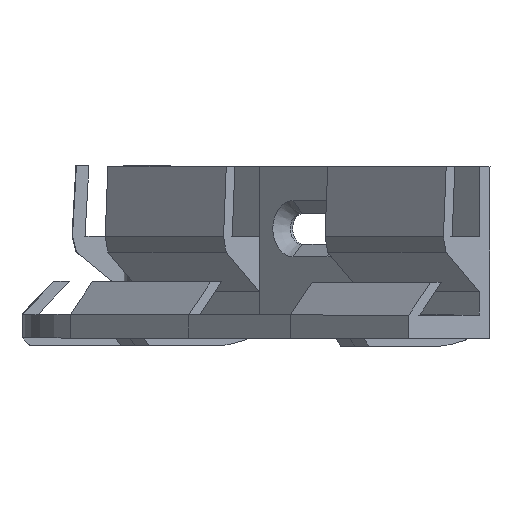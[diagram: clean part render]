
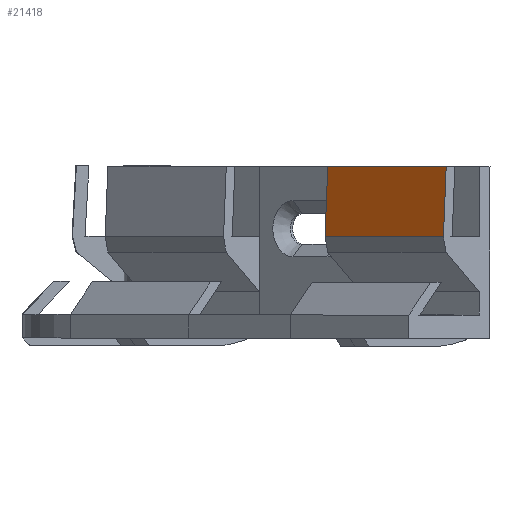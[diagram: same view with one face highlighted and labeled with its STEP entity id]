
A CAD part, left-side view. The second image highlights one B-rep face of the part: STEP entity #21418.
In plain terms, the highlighted face is planar.
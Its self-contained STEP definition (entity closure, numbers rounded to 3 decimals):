
#19523 = PLANE('',#19524);
#19524 = AXIS2_PLACEMENT_3D('',#19525,#19526,#19527);
#19525 = CARTESIAN_POINT('',(-10.5,5.766,9.503));
#19526 = DIRECTION('',(-1.,0.,0.));
#19527 = DIRECTION('',(0.,0.,1.));
#19957 = PLANE('',#19958);
#19958 = AXIS2_PLACEMENT_3D('',#19959,#19960,#19961);
#19959 = CARTESIAN_POINT('',(10.5,5.766,9.503));
#19960 = DIRECTION('',(-1.,0.,0.));
#19961 = DIRECTION('',(0.,0.,1.));
#20217 = VERTEX_POINT('',#20218);
#20218 = CARTESIAN_POINT('',(-10.5,8.1,22.));
#20232 = PLANE('',#20233);
#20233 = AXIS2_PLACEMENT_3D('',#20234,#20235,#20236);
#20234 = CARTESIAN_POINT('',(0.,6.5,22.));
#20235 = DIRECTION('',(0.,0.,-1.));
#20236 = DIRECTION('',(0.,1.,0.));
#20244 = EDGE_CURVE('',#20217,#20245,#20247,.T.);
#20245 = VERTEX_POINT('',#20246);
#20246 = CARTESIAN_POINT('',(-10.5,8.6,13.));
#20247 = SURFACE_CURVE('',#20248,(#20252,#20259),.PCURVE_S1.);
#20248 = LINE('',#20249,#20250);
#20249 = CARTESIAN_POINT('',(-10.5,8.1,22.));
#20250 = VECTOR('',#20251,1.);
#20251 = DIRECTION('',(0.,0.055,-0.998));
#20252 = PCURVE('',#19523,#20253);
#20253 = DEFINITIONAL_REPRESENTATION('',(#20254),#20258);
#20254 = LINE('',#20255,#20256);
#20255 = CARTESIAN_POINT('',(12.497,2.334));
#20256 = VECTOR('',#20257,1.);
#20257 = DIRECTION('',(-0.998,0.055));
#20258 = ( GEOMETRIC_REPRESENTATION_CONTEXT(2) 
PARAMETRIC_REPRESENTATION_CONTEXT() REPRESENTATION_CONTEXT('2D SPACE',''
  ) );
#20259 = PCURVE('',#20260,#20265);
#20260 = PLANE('',#20261);
#20261 = AXIS2_PLACEMENT_3D('',#20262,#20263,#20264);
#20262 = CARTESIAN_POINT('',(0.,8.1,22.));
#20263 = DIRECTION('',(-0.,-0.998,-0.055));
#20264 = DIRECTION('',(0.,0.055,-0.998));
#20265 = DEFINITIONAL_REPRESENTATION('',(#20266),#20270);
#20266 = LINE('',#20267,#20268);
#20267 = CARTESIAN_POINT('',(0.,-10.5));
#20268 = VECTOR('',#20269,1.);
#20269 = DIRECTION('',(1.,0.));
#20270 = ( GEOMETRIC_REPRESENTATION_CONTEXT(2) 
PARAMETRIC_REPRESENTATION_CONTEXT() REPRESENTATION_CONTEXT('2D SPACE',''
  ) );
#20288 = PLANE('',#20289);
#20289 = AXIS2_PLACEMENT_3D('',#20290,#20291,#20292);
#20290 = CARTESIAN_POINT('',(0.,8.6,13.));
#20291 = DIRECTION('',(0.,-0.97,0.243));
#20292 = DIRECTION('',(-0.,-0.243,-0.97));
#21063 = VERTEX_POINT('',#21064);
#21064 = CARTESIAN_POINT('',(10.5,8.1,22.));
#21085 = EDGE_CURVE('',#21063,#21086,#21088,.T.);
#21086 = VERTEX_POINT('',#21087);
#21087 = CARTESIAN_POINT('',(10.5,8.6,13.));
#21088 = SURFACE_CURVE('',#21089,(#21093,#21100),.PCURVE_S1.);
#21089 = LINE('',#21090,#21091);
#21090 = CARTESIAN_POINT('',(10.5,8.1,22.));
#21091 = VECTOR('',#21092,1.);
#21092 = DIRECTION('',(0.,0.055,-0.998));
#21093 = PCURVE('',#19957,#21094);
#21094 = DEFINITIONAL_REPRESENTATION('',(#21095),#21099);
#21095 = LINE('',#21096,#21097);
#21096 = CARTESIAN_POINT('',(12.497,2.334));
#21097 = VECTOR('',#21098,1.);
#21098 = DIRECTION('',(-0.998,0.055));
#21099 = ( GEOMETRIC_REPRESENTATION_CONTEXT(2) 
PARAMETRIC_REPRESENTATION_CONTEXT() REPRESENTATION_CONTEXT('2D SPACE',''
  ) );
#21100 = PCURVE('',#20260,#21101);
#21101 = DEFINITIONAL_REPRESENTATION('',(#21102),#21106);
#21102 = LINE('',#21103,#21104);
#21103 = CARTESIAN_POINT('',(0.,10.5));
#21104 = VECTOR('',#21105,1.);
#21105 = DIRECTION('',(1.,0.));
#21106 = ( GEOMETRIC_REPRESENTATION_CONTEXT(2) 
PARAMETRIC_REPRESENTATION_CONTEXT() REPRESENTATION_CONTEXT('2D SPACE',''
  ) );
#21396 = EDGE_CURVE('',#21063,#20217,#21397,.T.);
#21397 = SURFACE_CURVE('',#21398,(#21402,#21409),.PCURVE_S1.);
#21398 = LINE('',#21399,#21400);
#21399 = CARTESIAN_POINT('',(10.5,8.1,22.));
#21400 = VECTOR('',#21401,1.);
#21401 = DIRECTION('',(-1.,0.,0.));
#21402 = PCURVE('',#20232,#21403);
#21403 = DEFINITIONAL_REPRESENTATION('',(#21404),#21408);
#21404 = LINE('',#21405,#21406);
#21405 = CARTESIAN_POINT('',(1.6,10.5));
#21406 = VECTOR('',#21407,1.);
#21407 = DIRECTION('',(0.,-1.));
#21408 = ( GEOMETRIC_REPRESENTATION_CONTEXT(2) 
PARAMETRIC_REPRESENTATION_CONTEXT() REPRESENTATION_CONTEXT('2D SPACE',''
  ) );
#21409 = PCURVE('',#20260,#21410);
#21410 = DEFINITIONAL_REPRESENTATION('',(#21411),#21415);
#21411 = LINE('',#21412,#21413);
#21412 = CARTESIAN_POINT('',(0.,10.5));
#21413 = VECTOR('',#21414,1.);
#21414 = DIRECTION('',(0.,-1.));
#21415 = ( GEOMETRIC_REPRESENTATION_CONTEXT(2) 
PARAMETRIC_REPRESENTATION_CONTEXT() REPRESENTATION_CONTEXT('2D SPACE',''
  ) );
#21418 = ADVANCED_FACE('',(#21419),#20260,.F.);
#21419 = FACE_BOUND('',#21420,.F.);
#21420 = EDGE_LOOP('',(#21421,#21422,#21443,#21444));
#21421 = ORIENTED_EDGE('',*,*,#20244,.T.);
#21422 = ORIENTED_EDGE('',*,*,#21423,.F.);
#21423 = EDGE_CURVE('',#21086,#20245,#21424,.T.);
#21424 = SURFACE_CURVE('',#21425,(#21429,#21436),.PCURVE_S1.);
#21425 = LINE('',#21426,#21427);
#21426 = CARTESIAN_POINT('',(10.5,8.6,13.));
#21427 = VECTOR('',#21428,1.);
#21428 = DIRECTION('',(-1.,0.,0.));
#21429 = PCURVE('',#20260,#21430);
#21430 = DEFINITIONAL_REPRESENTATION('',(#21431),#21435);
#21431 = LINE('',#21432,#21433);
#21432 = CARTESIAN_POINT('',(9.014,10.5));
#21433 = VECTOR('',#21434,1.);
#21434 = DIRECTION('',(0.,-1.));
#21435 = ( GEOMETRIC_REPRESENTATION_CONTEXT(2) 
PARAMETRIC_REPRESENTATION_CONTEXT() REPRESENTATION_CONTEXT('2D SPACE',''
  ) );
#21436 = PCURVE('',#20288,#21437);
#21437 = DEFINITIONAL_REPRESENTATION('',(#21438),#21442);
#21438 = LINE('',#21439,#21440);
#21439 = CARTESIAN_POINT('',(-0.,10.5));
#21440 = VECTOR('',#21441,1.);
#21441 = DIRECTION('',(0.,-1.));
#21442 = ( GEOMETRIC_REPRESENTATION_CONTEXT(2) 
PARAMETRIC_REPRESENTATION_CONTEXT() REPRESENTATION_CONTEXT('2D SPACE',''
  ) );
#21443 = ORIENTED_EDGE('',*,*,#21085,.F.);
#21444 = ORIENTED_EDGE('',*,*,#21396,.T.);
